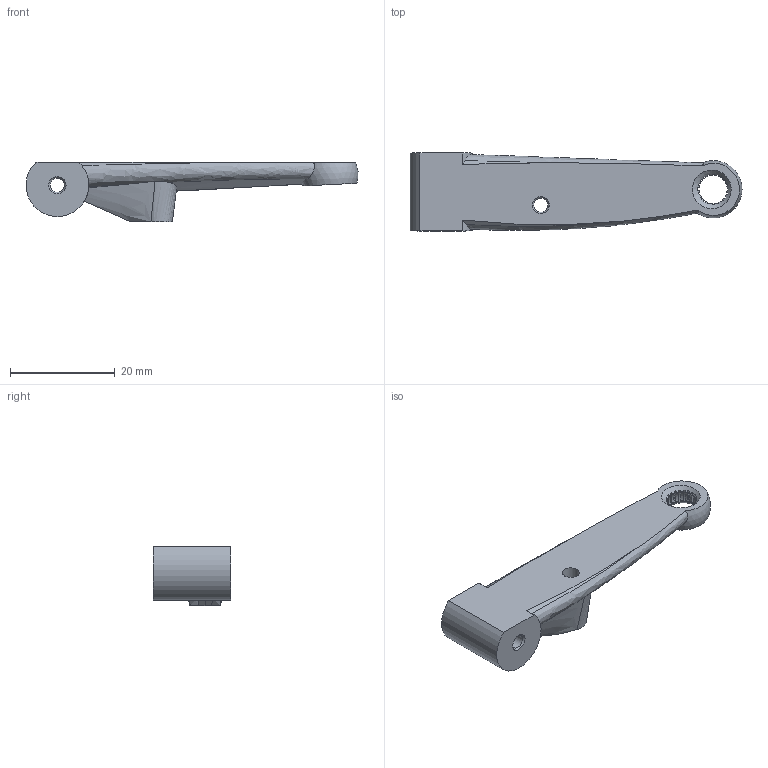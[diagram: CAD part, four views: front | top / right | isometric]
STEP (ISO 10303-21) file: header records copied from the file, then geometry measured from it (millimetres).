
FILE_DESCRIPTION(('FreeCAD Model'),'2;1');
FILE_NAME('Open CASCADE Shape Model','2024-02-18T09:21:37',(''),(''), 'Open CASCADE STEP processor 7.6','FreeCAD','Unknown');
FILE_SCHEMA(('AUTOMOTIVE_DESIGN { 1 0 10303 214 1 1 1 1 }'));
Length unit declared in the file: millimetre
Products named in the file (1): Front_arms_zero_degree_caster
Bounding box: 63.46 x 14.9 x 11.39 mm (x, y, z)
Volume: 4378.6 mm3; surface area: 2735.4 mm2
Topology: 1 solids, 1 shells, 150 faces, 458 edges, 310 vertices
Faces by surface type: plane 47, cylinder 44, cone 25, revolution 20, bspline 13, sphere 1
Full cylindrical faces by diameter (mm): 2.7 x2, 3.2 x1
Entity records: 18974 total; most frequent: CARTESIAN_POINT 10703, DIRECTION 1373, ORIENTED_EDGE 916, PCURVE 916, DEFINITIONAL_REPRESENTATION 916, B_SPLINE_CURVE_WITH_KNOTS 548, EDGE_CURVE 458, SURFACE_CURVE 451
